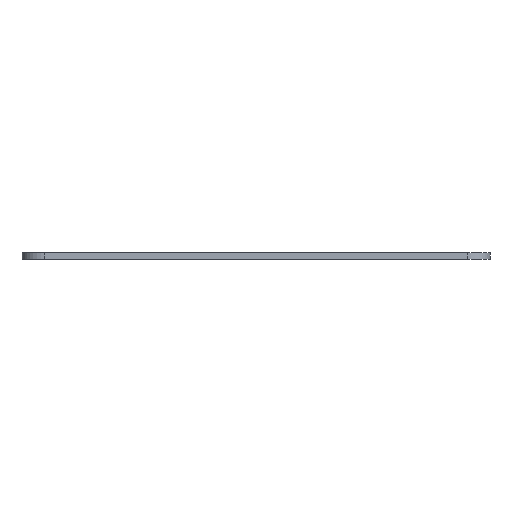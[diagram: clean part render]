
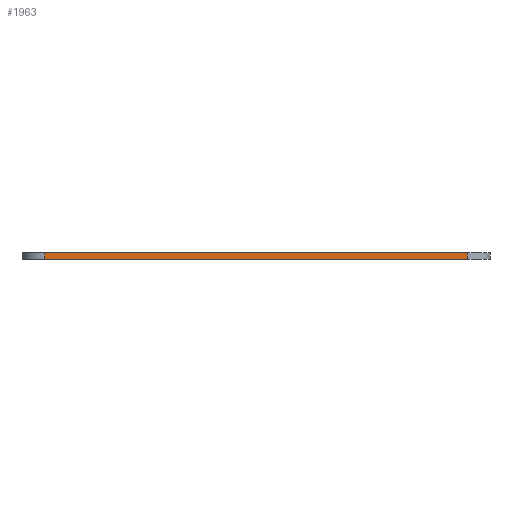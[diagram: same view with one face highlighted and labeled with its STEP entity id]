
A CAD part, left-side view. The second image highlights one B-rep face of the part: STEP entity #1963.
In plain terms, the highlighted planar face has unit normal (-1, 0, 0).
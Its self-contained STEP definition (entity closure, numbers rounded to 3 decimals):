
#269=FACE_OUTER_BOUND('',#393,.T.);
#393=EDGE_LOOP('',(#1809,#1810,#1811,#1812));
#414=LINE('',#2775,#608);
#461=LINE('',#2953,#655);
#504=LINE('',#3122,#698);
#507=LINE('',#3127,#701);
#608=VECTOR('',#2200,10.);
#655=VECTOR('',#2337,10.);
#698=VECTOR('',#2468,10.);
#701=VECTOR('',#2475,10.);
#801=VERTEX_POINT('',#2772);
#802=VERTEX_POINT('',#2774);
#887=VERTEX_POINT('',#2950);
#888=VERTEX_POINT('',#2952);
#993=EDGE_CURVE('',#801,#802,#414,.T.);
#1082=EDGE_CURVE('',#887,#888,#461,.T.);
#1168=EDGE_CURVE('',#888,#801,#504,.T.);
#1171=EDGE_CURVE('',#802,#887,#507,.T.);
#1809=ORIENTED_EDGE('',*,*,#1168,.F.);
#1810=ORIENTED_EDGE('',*,*,#1082,.F.);
#1811=ORIENTED_EDGE('',*,*,#1171,.F.);
#1812=ORIENTED_EDGE('',*,*,#993,.F.);
#1867=PLANE('',#2161);
#1963=ADVANCED_FACE('',(#269),#1867,.T.);
#2161=AXIS2_PLACEMENT_3D('',#3292,#2723,#2724);
#2200=DIRECTION('',(0.,1.,0.));
#2337=DIRECTION('',(0.,-1.,0.));
#2468=DIRECTION('',(0.,0.,-1.));
#2475=DIRECTION('',(0.,0.,1.));
#2723=DIRECTION('center_axis',(-1.,0.,0.));
#2724=DIRECTION('ref_axis',(0.,-1.,0.));
#2772=CARTESIAN_POINT('',(-16.659,-83.096,0.));
#2774=CARTESIAN_POINT('',(-16.659,9.879,0.));
#2775=CARTESIAN_POINT('',(-16.659,-88.096,0.));
#2950=CARTESIAN_POINT('',(-16.659,9.879,1.5));
#2952=CARTESIAN_POINT('',(-16.659,-83.096,1.5));
#2953=CARTESIAN_POINT('',(-16.659,-88.096,1.5));
#3122=CARTESIAN_POINT('',(-16.659,-83.096,0.));
#3127=CARTESIAN_POINT('',(-16.659,9.879,0.));
#3292=CARTESIAN_POINT('Origin',(-16.659,14.879,0.));
